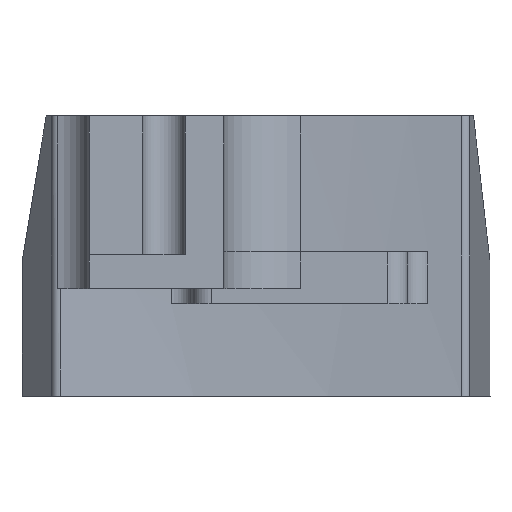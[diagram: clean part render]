
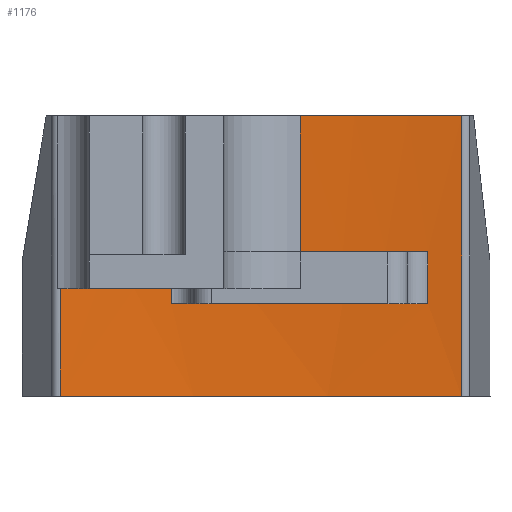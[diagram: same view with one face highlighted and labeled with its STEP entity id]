
A CAD part, front view. The second image highlights one B-rep face of the part: STEP entity #1176.
In plain terms, the highlighted cylindrical face has radius 247.65 mm (diameter 495.3 mm), a partial arc.
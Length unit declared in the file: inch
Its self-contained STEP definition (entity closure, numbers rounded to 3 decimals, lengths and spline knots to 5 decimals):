
#70=CIRCLE('',#1269,9.75);
#79=CIRCLE('',#1282,9.75);
#80=CIRCLE('',#1284,9.75);
#81=CIRCLE('',#1285,9.75);
#82=CIRCLE('',#1286,9.75);
#126=CYLINDRICAL_SURFACE('',#1283,9.75);
#168=FACE_OUTER_BOUND('',#230,.T.);
#230=EDGE_LOOP('',(#868,#869,#870,#871,#872,#873,#874,#875,#876,#877));
#322=LINE('',#1856,#419);
#326=LINE('',#1870,#423);
#327=LINE('',#1872,#424);
#328=LINE('',#1876,#425);
#329=LINE('',#1880,#426);
#419=VECTOR('',#1492,0.3937);
#423=VECTOR('',#1508,0.3937);
#424=VECTOR('',#1509,0.3937);
#425=VECTOR('',#1512,0.3937);
#426=VECTOR('',#1515,0.3937);
#511=VERTEX_POINT('',#1826);
#512=VERTEX_POINT('',#1828);
#522=VERTEX_POINT('',#1853);
#523=VERTEX_POINT('',#1855);
#527=VERTEX_POINT('',#1866);
#528=VERTEX_POINT('',#1871);
#529=VERTEX_POINT('',#1873);
#530=VERTEX_POINT('',#1875);
#531=VERTEX_POINT('',#1877);
#532=VERTEX_POINT('',#1879);
#645=EDGE_CURVE('',#511,#512,#70,.T.);
#658=EDGE_CURVE('',#523,#522,#322,.T.);
#665=EDGE_CURVE('',#527,#522,#79,.T.);
#666=EDGE_CURVE('',#527,#512,#326,.T.);
#667=EDGE_CURVE('',#511,#528,#327,.T.);
#668=EDGE_CURVE('',#529,#528,#80,.T.);
#669=EDGE_CURVE('',#529,#530,#328,.T.);
#670=EDGE_CURVE('',#530,#531,#81,.T.);
#671=EDGE_CURVE('',#531,#532,#329,.T.);
#672=EDGE_CURVE('',#532,#523,#82,.T.);
#868=ORIENTED_EDGE('',*,*,#658,.T.);
#869=ORIENTED_EDGE('',*,*,#665,.F.);
#870=ORIENTED_EDGE('',*,*,#666,.T.);
#871=ORIENTED_EDGE('',*,*,#645,.F.);
#872=ORIENTED_EDGE('',*,*,#667,.T.);
#873=ORIENTED_EDGE('',*,*,#668,.F.);
#874=ORIENTED_EDGE('',*,*,#669,.T.);
#875=ORIENTED_EDGE('',*,*,#670,.T.);
#876=ORIENTED_EDGE('',*,*,#671,.T.);
#877=ORIENTED_EDGE('',*,*,#672,.T.);
#1176=ADVANCED_FACE('',(#168),#126,.F.);
#1269=AXIS2_PLACEMENT_3D('',#1829,#1467,#1468);
#1282=AXIS2_PLACEMENT_3D('',#1868,#1504,#1505);
#1283=AXIS2_PLACEMENT_3D('',#1869,#1506,#1507);
#1284=AXIS2_PLACEMENT_3D('',#1874,#1510,#1511);
#1285=AXIS2_PLACEMENT_3D('',#1878,#1513,#1514);
#1286=AXIS2_PLACEMENT_3D('',#1881,#1516,#1517);
#1467=DIRECTION('center_axis',(0.,0.,-1.));
#1468=DIRECTION('ref_axis',(-0.113,-0.994,0.));
#1492=DIRECTION('',(0.,0.,-1.));
#1504=DIRECTION('center_axis',(0.,0.,1.));
#1505=DIRECTION('ref_axis',(-0.113,-0.994,0.));
#1506=DIRECTION('center_axis',(0.,0.,1.));
#1507=DIRECTION('ref_axis',(-0.113,-0.994,0.));
#1508=DIRECTION('',(0.,0.,-1.));
#1509=DIRECTION('',(0.,0.,1.));
#1510=DIRECTION('center_axis',(0.,0.,-1.));
#1511=DIRECTION('ref_axis',(-0.113,-0.994,0.));
#1512=DIRECTION('',(0.,0.,-1.));
#1513=DIRECTION('center_axis',(0.,0.,-1.));
#1514=DIRECTION('ref_axis',(-0.113,-0.994,0.));
#1515=DIRECTION('',(0.,0.,1.));
#1516=DIRECTION('center_axis',(0.,0.,1.));
#1517=DIRECTION('ref_axis',(-0.113,-0.994,0.));
#1826=CARTESIAN_POINT('',(-0.83571,9.71412,-4.098));
#1828=CARTESIAN_POINT('',(0.83571,9.71412,-4.098));
#1829=CARTESIAN_POINT('Origin',(0.,0.,
-4.098));
#1853=CARTESIAN_POINT('',(0.00527,9.75,-3.76));
#1855=CARTESIAN_POINT('',(0.00527,9.75,-2.875));
#1856=CARTESIAN_POINT('',(0.00527,9.75,-4.));
#1866=CARTESIAN_POINT('',(0.83571,9.71412,-3.76));
#1868=CARTESIAN_POINT('Origin',(0.,0.,
-3.76));
#1869=CARTESIAN_POINT('Origin',(0.,0.,
-4.));
#1870=CARTESIAN_POINT('',(0.83571,9.71412,-4.));
#1871=CARTESIAN_POINT('',(-0.83571,9.71412,-4.));
#1872=CARTESIAN_POINT('',(-0.83571,9.71412,-4.));
#1873=CARTESIAN_POINT('',(-1.56013,9.62437,-4.));
#1874=CARTESIAN_POINT('Origin',(0.,0.,
-4.));
#1875=CARTESIAN_POINT('',(-1.56013,9.62437,-4.7));
#1876=CARTESIAN_POINT('',(-1.56013,9.62437,-4.));
#1877=CARTESIAN_POINT('',(1.05429,9.69283,-4.7));
#1878=CARTESIAN_POINT('Origin',(0.,0.,
-4.7));
#1879=CARTESIAN_POINT('',(1.05429,9.69283,-2.875));
#1880=CARTESIAN_POINT('',(1.05429,9.69283,-4.));
#1881=CARTESIAN_POINT('Origin',(0.,0.,
-2.875));
